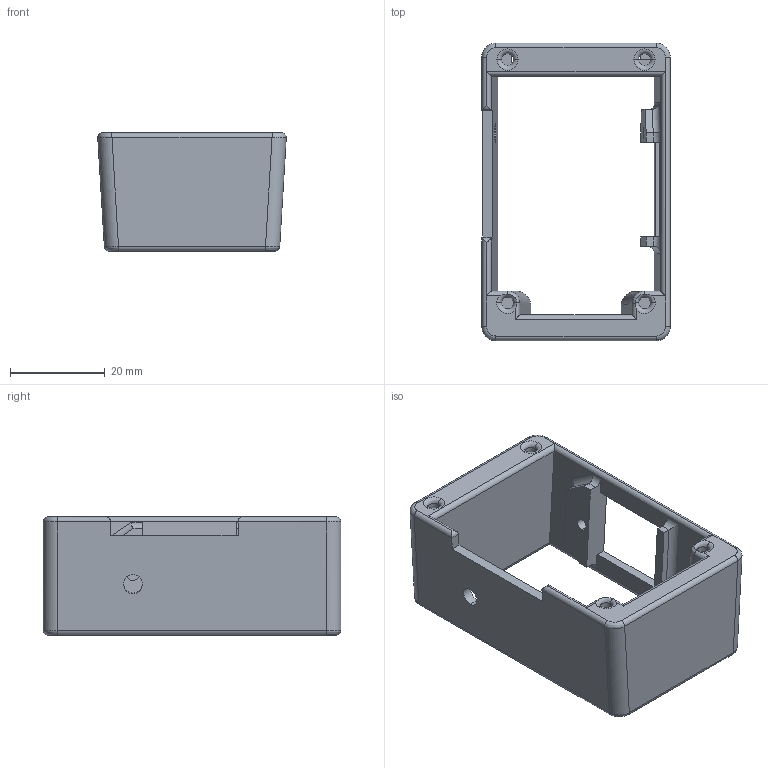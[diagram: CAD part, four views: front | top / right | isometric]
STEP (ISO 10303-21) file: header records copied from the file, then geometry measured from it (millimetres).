
FILE_DESCRIPTION (( 'STEP AP214' ), '1' );
FILE_NAME ('korpus nar.STEP', '2025-06-13T08:12:07', ( '' ), ( '' ), 'SwSTEP 2.0', 'SolidWorks 2024', '' );
FILE_SCHEMA (( 'AUTOMOTIVE_DESIGN' ));
Length unit declared in the file: millimetre
Products named in the file (1): korpus nar
Bounding box: 39.87 x 63 x 25 mm (x, y, z)
Volume: 16036.8 mm3; surface area: 11217.8 mm2
Topology: 1 solids, 1 shells, 153 faces, 407 edges, 253 vertices
Faces by surface type: cylinder 67, plane 54, torus 16, bspline 16
Entity records: 5432 total; most frequent: CARTESIAN_POINT 1735, ORIENTED_EDGE 814, DIRECTION 734, EDGE_CURVE 407, AXIS2_PLACEMENT_3D 262, VERTEX_POINT 253, LINE 210, VECTOR 210
